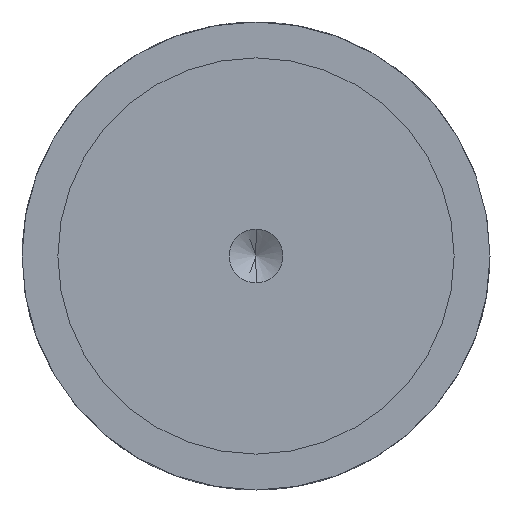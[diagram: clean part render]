
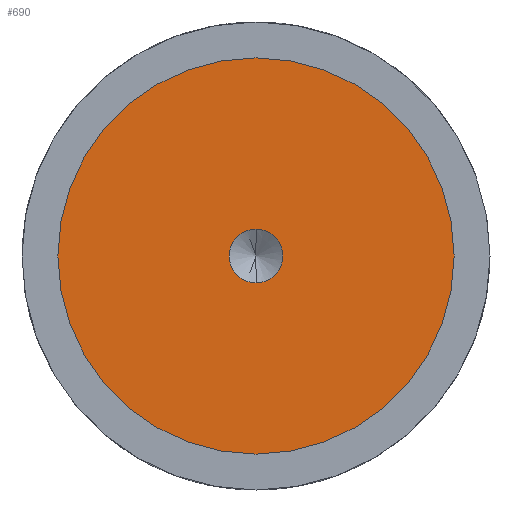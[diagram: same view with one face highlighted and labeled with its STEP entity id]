
A CAD part, front view. The second image highlights one B-rep face of the part: STEP entity #690.
In plain terms, the highlighted planar face has unit normal (0, -1, 0).
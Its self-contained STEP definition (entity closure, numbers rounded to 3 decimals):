
#50 = ORIENTED_EDGE ( 'NONE', *, *, #375, .F. ) ;
#60 = DIRECTION ( 'NONE',  ( 0., 0., -1. ) ) ;
#66 = CARTESIAN_POINT ( 'NONE',  ( 0., -6.5, 12.7 ) ) ;
#138 = DIRECTION ( 'NONE',  ( 0., -1., 0. ) ) ;
#140 = CARTESIAN_POINT ( 'NONE',  ( 0., -6.5, 0. ) ) ;
#204 = CARTESIAN_POINT ( 'NONE',  ( 0., -6.5, -12.7 ) ) ;
#232 = CARTESIAN_POINT ( 'NONE',  ( 0., -6.5, 0. ) ) ;
#236 = PLANE ( 'NONE',  #909 ) ;
#247 = ORIENTED_EDGE ( 'NONE', *, *, #914, .T. ) ;
#260 = DIRECTION ( 'NONE',  ( 0., -1., 0. ) ) ;
#279 = DIRECTION ( 'NONE',  ( 0., -1., 0. ) ) ;
#309 = CIRCLE ( 'NONE', #360, 12.7 ) ;
#318 = CARTESIAN_POINT ( 'NONE',  ( 0., -6.5, -1.727 ) ) ;
#328 = DIRECTION ( 'NONE',  ( 0., 0., -1. ) ) ;
#340 = ORIENTED_EDGE ( 'NONE', *, *, #762, .T. ) ;
#360 = AXIS2_PLACEMENT_3D ( 'NONE', #848, #376, #539 ) ;
#375 = EDGE_CURVE ( 'NONE', #713, #392, #455, .T. ) ;
#376 = DIRECTION ( 'NONE',  ( 0., -1., 0. ) ) ;
#392 = VERTEX_POINT ( 'NONE', #486 ) ;
#401 = DIRECTION ( 'NONE',  ( 0., 1., 0. ) ) ;
#408 = DIRECTION ( 'NONE',  ( 0., 0., 1. ) ) ;
#424 = CIRCLE ( 'NONE', #652, 1.727 ) ;
#455 = CIRCLE ( 'NONE', #681, 1.727 ) ;
#476 = FACE_OUTER_BOUND ( 'NONE', #977, .T. ) ;
#486 = CARTESIAN_POINT ( 'NONE',  ( 0., -6.5, 1.727 ) ) ;
#499 = FACE_BOUND ( 'NONE', #895, .T. ) ;
#507 = VERTEX_POINT ( 'NONE', #66 ) ;
#539 = DIRECTION ( 'NONE',  ( 0., 0., -1. ) ) ;
#550 = AXIS2_PLACEMENT_3D ( 'NONE', #140, #279, #993 ) ;
#652 = AXIS2_PLACEMENT_3D ( 'NONE', #845, #138, #60 ) ;
#657 = ORIENTED_EDGE ( 'NONE', *, *, #901, .F. ) ;
#681 = AXIS2_PLACEMENT_3D ( 'NONE', #232, #260, #328 ) ;
#690 = ADVANCED_FACE ( 'NONE', ( #499, #476 ), #236, .F. ) ;
#713 = VERTEX_POINT ( 'NONE', #318 ) ;
#762 = EDGE_CURVE ( 'NONE', #916, #507, #309, .T. ) ;
#845 = CARTESIAN_POINT ( 'NONE',  ( 0., -6.5, 0. ) ) ;
#848 = CARTESIAN_POINT ( 'NONE',  ( 0., -6.5, 0. ) ) ;
#874 = CARTESIAN_POINT ( 'NONE',  ( 0., -6.5, 0. ) ) ;
#895 = EDGE_LOOP ( 'NONE', ( #50, #657 ) ) ;
#901 = EDGE_CURVE ( 'NONE', #392, #713, #424, .T. ) ;
#909 = AXIS2_PLACEMENT_3D ( 'NONE', #874, #401, #408 ) ;
#914 = EDGE_CURVE ( 'NONE', #507, #916, #997, .T. ) ;
#916 = VERTEX_POINT ( 'NONE', #204 ) ;
#977 = EDGE_LOOP ( 'NONE', ( #340, #247 ) ) ;
#993 = DIRECTION ( 'NONE',  ( 0., 0., -1. ) ) ;
#997 = CIRCLE ( 'NONE', #550, 12.7 ) ;
